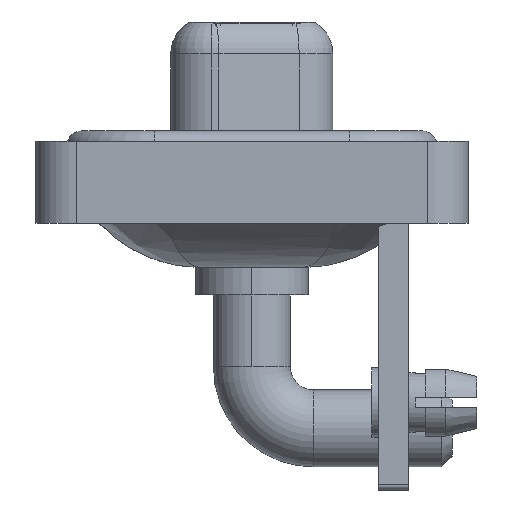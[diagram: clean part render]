
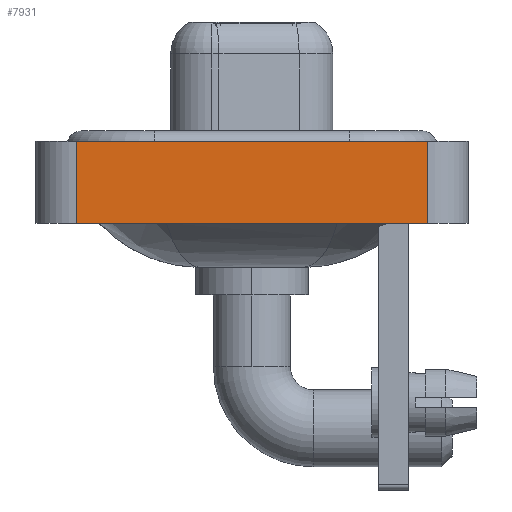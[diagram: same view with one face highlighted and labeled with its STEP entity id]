
A CAD part, left-side view. The second image highlights one B-rep face of the part: STEP entity #7931.
In plain terms, the highlighted planar face has unit normal (-1, 0, 0).
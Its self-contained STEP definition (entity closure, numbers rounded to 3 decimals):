
#309 = CARTESIAN_POINT ( 'NONE',  ( -7.25, -8.55, -3.6 ) ) ;
#314 = LINE ( 'NONE', #5546, #6710 ) ;
#341 = DIRECTION ( 'NONE',  ( -1., 0., 0. ) ) ;
#573 = DIRECTION ( 'NONE',  ( 0., 0., 1. ) ) ;
#1461 = ORIENTED_EDGE ( 'NONE', *, *, #4325, .F. ) ;
#2174 = CARTESIAN_POINT ( 'NONE',  ( -7.25, 8.55, -3.6 ) ) ;
#2870 = AXIS2_PLACEMENT_3D ( 'NONE', #4548, #341, #7420 ) ;
#3429 = CARTESIAN_POINT ( 'NONE',  ( -7.25, 8.55, -3.6 ) ) ;
#4325 = EDGE_CURVE ( 'NONE', #17549, #12292, #314, .T. ) ;
#4548 = CARTESIAN_POINT ( 'NONE',  ( -7.25, -8.55, -3.6 ) ) ;
#4715 = EDGE_CURVE ( 'NONE', #14649, #12292, #7300, .T. ) ;
#4928 = LINE ( 'NONE', #2174, #9247 ) ;
#5546 = CARTESIAN_POINT ( 'NONE',  ( -7.25, -8.55, 0.4 ) ) ;
#5818 = EDGE_LOOP ( 'NONE', ( #16123, #1461, #10956, #14370 ) ) ;
#6286 = EDGE_CURVE ( 'NONE', #12600, #17549, #4928, .T. ) ;
#6710 = VECTOR ( 'NONE', #11144, 1000. ) ;
#7300 = LINE ( 'NONE', #309, #14046 ) ;
#7420 = DIRECTION ( 'NONE',  ( 0., 0., 1. ) ) ;
#7631 = CARTESIAN_POINT ( 'NONE',  ( -7.25, -8.55, 0.4 ) ) ;
#7931 = ADVANCED_FACE ( 'NONE', ( #14407 ), #12930, .T. ) ;
#7966 = LINE ( 'NONE', #16631, #17178 ) ;
#9247 = VECTOR ( 'NONE', #16178, 1000. ) ;
#10721 = DIRECTION ( 'NONE',  ( 0., -1., 0. ) ) ;
#10956 = ORIENTED_EDGE ( 'NONE', *, *, #6286, .F. ) ;
#11144 = DIRECTION ( 'NONE',  ( 0., -1., 0. ) ) ;
#12292 = VERTEX_POINT ( 'NONE', #7631 ) ;
#12600 = VERTEX_POINT ( 'NONE', #3429 ) ;
#12930 = PLANE ( 'NONE',  #2870 ) ;
#13305 = CARTESIAN_POINT ( 'NONE',  ( -7.25, 8.55, 0.4 ) ) ;
#14046 = VECTOR ( 'NONE', #573, 1000. ) ;
#14289 = EDGE_CURVE ( 'NONE', #12600, #14649, #7966, .T. ) ;
#14370 = ORIENTED_EDGE ( 'NONE', *, *, #14289, .T. ) ;
#14407 = FACE_OUTER_BOUND ( 'NONE', #5818, .T. ) ;
#14649 = VERTEX_POINT ( 'NONE', #15405 ) ;
#15405 = CARTESIAN_POINT ( 'NONE',  ( -7.25, -8.55, -3.6 ) ) ;
#16123 = ORIENTED_EDGE ( 'NONE', *, *, #4715, .T. ) ;
#16178 = DIRECTION ( 'NONE',  ( 0., 0., 1. ) ) ;
#16631 = CARTESIAN_POINT ( 'NONE',  ( -7.25, -8.55, -3.6 ) ) ;
#17178 = VECTOR ( 'NONE', #10721, 1000. ) ;
#17549 = VERTEX_POINT ( 'NONE', #13305 ) ;
